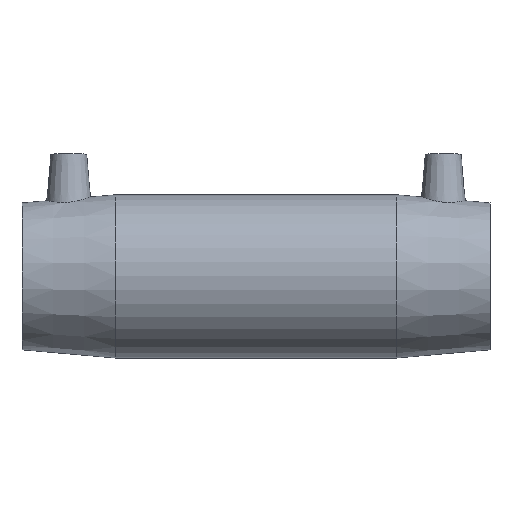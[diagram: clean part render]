
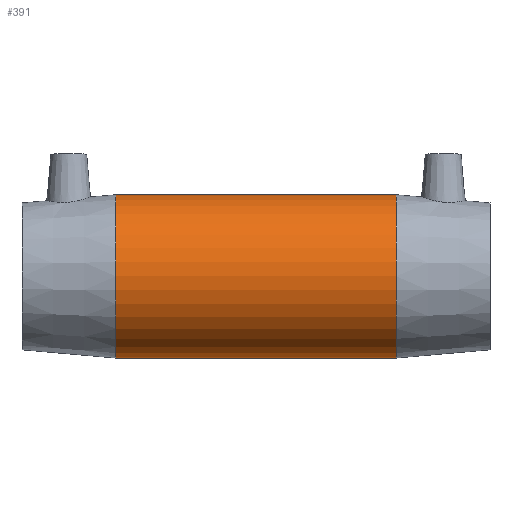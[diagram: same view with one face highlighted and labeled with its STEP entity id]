
A CAD part, top view. The second image highlights one B-rep face of the part: STEP entity #391.
In plain terms, the highlighted cylindrical face has radius 34 mm (diameter 68 mm), a full revolution.
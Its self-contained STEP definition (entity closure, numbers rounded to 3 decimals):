
#51=FACE_BOUND('',#172,.T.);
#52=FACE_BOUND('',#173,.T.);
#53=FACE_BOUND('',#174,.T.);
#87=CIRCLE('',#442,34.);
#88=CIRCLE('',#443,34.);
#121=FACE_OUTER_BOUND('',#171,.T.);
#171=EDGE_LOOP('',(#321));
#172=EDGE_LOOP('',(#322));
#173=EDGE_LOOP('',(#323));
#174=EDGE_LOOP('',(#324));
#211=B_SPLINE_CURVE_WITH_KNOTS('',3,(#684,#685,#686,#687,#688,#689,#690,
#691,#692,#693,#694,#695,#696,#697,#698,#699,#700,#701,#702,#703,#704,#705,
#706,#707,#708,#709,#710,#711,#712,#713,#714,#715,#716,#717,#718,#719,#720,
#721),.UNSPECIFIED.,.T.,.F.,(4,2,2,2,2,2,2,2,2,2,2,2,2,2,2,2,2,2,4),(0.,
0.476,0.952,1.427,1.903,2.378,
2.854,3.33,3.568,3.806,4.044,
4.282,4.758,5.233,5.709,6.184,
6.66,7.136,7.612),.UNSPECIFIED.);
#212=B_SPLINE_CURVE_WITH_KNOTS('',3,(#727,#728,#729,#730,#731,#732,#733,
#734,#735,#736,#737,#738,#739,#740,#741,#742,#743,#744,#745,#746,#747,#748,
#749,#750,#751,#752,#753,#754,#755,#756,#757,#758,#759,#760,#761,#762,#763,
#764,#765,#766,#767,#768),.UNSPECIFIED.,.T.,.F.,(4,2,2,2,2,2,2,2,2,2,2,
2,2,2,2,2,2,2,2,2,4),(0.,0.238,0.476,0.952,
1.427,1.903,2.378,2.854,3.33,
3.568,3.806,4.044,4.282,4.758,
5.233,5.709,6.184,6.66,7.136,
7.374,7.612),.UNSPECIFIED.);
#220=VERTEX_POINT('',#683);
#222=VERTEX_POINT('',#726);
#235=VERTEX_POINT('',#873);
#236=VERTEX_POINT('',#875);
#256=EDGE_CURVE('',#220,#220,#211,.T.);
#258=EDGE_CURVE('',#222,#222,#212,.T.);
#271=EDGE_CURVE('',#235,#235,#87,.T.);
#272=EDGE_CURVE('',#236,#236,#88,.T.);
#321=ORIENTED_EDGE('',*,*,#271,.F.);
#322=ORIENTED_EDGE('',*,*,#256,.T.);
#323=ORIENTED_EDGE('',*,*,#258,.T.);
#324=ORIENTED_EDGE('',*,*,#272,.T.);
#367=CYLINDRICAL_SURFACE('',#441,34.);
#391=ADVANCED_FACE('',(#121,#51,#52,#53),#367,.T.);
#441=AXIS2_PLACEMENT_3D('',#872,#539,#540);
#442=AXIS2_PLACEMENT_3D('',#874,#541,#542);
#443=AXIS2_PLACEMENT_3D('',#876,#543,#544);
#539=DIRECTION('center_axis',(1.,0.,0.));
#540=DIRECTION('ref_axis',(0.,1.,0.));
#541=DIRECTION('center_axis',(1.,0.,0.));
#542=DIRECTION('ref_axis',(0.,0.,-1.));
#543=DIRECTION('center_axis',(1.,0.,0.));
#544=DIRECTION('ref_axis',(0.,0.,-1.));
#683=CARTESIAN_POINT('',(-32.5,-12.446,-31.64));
#684=CARTESIAN_POINT('Ctrl Pts',(-32.5,-12.446,-31.64));
#685=CARTESIAN_POINT('Ctrl Pts',(-30.914,-12.446,-31.64));
#686=CARTESIAN_POINT('Ctrl Pts',(-29.233,-12.126,-31.771));
#687=CARTESIAN_POINT('Ctrl Pts',(-26.158,-10.846,-32.231));
#688=CARTESIAN_POINT('Ctrl Pts',(-24.763,-9.887,-32.551));
#689=CARTESIAN_POINT('Ctrl Pts',(-22.56,-7.683,-33.14));
#690=CARTESIAN_POINT('Ctrl Pts',(-21.6,-6.288,-33.45));
#691=CARTESIAN_POINT('Ctrl Pts',(-20.32,-3.212,-33.884));
#692=CARTESIAN_POINT('Ctrl Pts',(-20.,-1.531,-34.002));
#693=CARTESIAN_POINT('Ctrl Pts',(-20.,1.639,-33.997));
#694=CARTESIAN_POINT('Ctrl Pts',(-20.32,3.32,-33.873));
#695=CARTESIAN_POINT('Ctrl Pts',(-21.601,6.396,-33.429));
#696=CARTESIAN_POINT('Ctrl Pts',(-22.56,7.792,-33.115));
#697=CARTESIAN_POINT('Ctrl Pts',(-24.763,9.995,-32.518));
#698=CARTESIAN_POINT('Ctrl Pts',(-26.159,10.954,-32.194));
#699=CARTESIAN_POINT('Ctrl Pts',(-28.465,11.914,-31.846));
#700=CARTESIAN_POINT('Ctrl Pts',(-29.268,12.157,-31.753));
#701=CARTESIAN_POINT('Ctrl Pts',(-30.889,12.477,-31.628));
#702=CARTESIAN_POINT('Ctrl Pts',(-31.707,12.554,-31.598));
#703=CARTESIAN_POINT('Ctrl Pts',(-33.293,12.554,-31.598));
#704=CARTESIAN_POINT('Ctrl Pts',(-34.111,12.477,-31.628));
#705=CARTESIAN_POINT('Ctrl Pts',(-35.732,12.157,-31.753));
#706=CARTESIAN_POINT('Ctrl Pts',(-36.535,11.914,-31.846));
#707=CARTESIAN_POINT('Ctrl Pts',(-38.841,10.954,-32.194));
#708=CARTESIAN_POINT('Ctrl Pts',(-40.237,9.995,-32.518));
#709=CARTESIAN_POINT('Ctrl Pts',(-42.44,7.792,-33.115));
#710=CARTESIAN_POINT('Ctrl Pts',(-43.399,6.396,-33.429));
#711=CARTESIAN_POINT('Ctrl Pts',(-44.68,3.32,-33.873));
#712=CARTESIAN_POINT('Ctrl Pts',(-45.,1.639,-33.997));
#713=CARTESIAN_POINT('Ctrl Pts',(-45.,-1.531,-34.002));
#714=CARTESIAN_POINT('Ctrl Pts',(-44.68,-3.212,-33.884));
#715=CARTESIAN_POINT('Ctrl Pts',(-43.4,-6.288,-33.45));
#716=CARTESIAN_POINT('Ctrl Pts',(-42.44,-7.683,-33.14));
#717=CARTESIAN_POINT('Ctrl Pts',(-40.237,-9.887,-32.551));
#718=CARTESIAN_POINT('Ctrl Pts',(-38.842,-10.846,-32.231));
#719=CARTESIAN_POINT('Ctrl Pts',(-35.767,-12.126,-31.771));
#720=CARTESIAN_POINT('Ctrl Pts',(-34.086,-12.446,-31.64));
#721=CARTESIAN_POINT('Ctrl Pts',(-32.5,-12.446,-31.64));
#726=CARTESIAN_POINT('',(32.5,-12.5,-31.619));
#727=CARTESIAN_POINT('Ctrl Pts',(32.5,-12.5,-31.619));
#728=CARTESIAN_POINT('Ctrl Pts',(33.293,-12.5,-31.619));
#729=CARTESIAN_POINT('Ctrl Pts',(34.111,-12.423,-31.65));
#730=CARTESIAN_POINT('Ctrl Pts',(35.732,-12.103,-31.773));
#731=CARTESIAN_POINT('Ctrl Pts',(36.536,-11.86,-31.866));
#732=CARTESIAN_POINT('Ctrl Pts',(38.841,-10.9,-32.213));
#733=CARTESIAN_POINT('Ctrl Pts',(40.237,-9.941,-32.534));
#734=CARTESIAN_POINT('Ctrl Pts',(42.44,-7.738,-33.127));
#735=CARTESIAN_POINT('Ctrl Pts',(43.4,-6.342,-33.439));
#736=CARTESIAN_POINT('Ctrl Pts',(44.68,-3.266,-33.878));
#737=CARTESIAN_POINT('Ctrl Pts',(45.,-1.585,-34.));
#738=CARTESIAN_POINT('Ctrl Pts',(45.,1.585,-34.));
#739=CARTESIAN_POINT('Ctrl Pts',(44.68,3.266,-33.878));
#740=CARTESIAN_POINT('Ctrl Pts',(43.4,6.342,-33.439));
#741=CARTESIAN_POINT('Ctrl Pts',(42.44,7.738,-33.127));
#742=CARTESIAN_POINT('Ctrl Pts',(40.237,9.941,-32.534));
#743=CARTESIAN_POINT('Ctrl Pts',(38.841,10.9,-32.213));
#744=CARTESIAN_POINT('Ctrl Pts',(36.536,11.86,-31.866));
#745=CARTESIAN_POINT('Ctrl Pts',(35.732,12.103,-31.773));
#746=CARTESIAN_POINT('Ctrl Pts',(34.111,12.423,-31.65));
#747=CARTESIAN_POINT('Ctrl Pts',(33.293,12.5,-31.619));
#748=CARTESIAN_POINT('Ctrl Pts',(31.707,12.5,-31.619));
#749=CARTESIAN_POINT('Ctrl Pts',(30.889,12.423,-31.65));
#750=CARTESIAN_POINT('Ctrl Pts',(29.268,12.103,-31.773));
#751=CARTESIAN_POINT('Ctrl Pts',(28.464,11.86,-31.866));
#752=CARTESIAN_POINT('Ctrl Pts',(26.159,10.9,-32.213));
#753=CARTESIAN_POINT('Ctrl Pts',(24.763,9.941,-32.534));
#754=CARTESIAN_POINT('Ctrl Pts',(22.56,7.738,-33.127));
#755=CARTESIAN_POINT('Ctrl Pts',(21.6,6.342,-33.439));
#756=CARTESIAN_POINT('Ctrl Pts',(20.32,3.266,-33.878));
#757=CARTESIAN_POINT('Ctrl Pts',(20.,1.585,-34.));
#758=CARTESIAN_POINT('Ctrl Pts',(20.,-1.585,-34.));
#759=CARTESIAN_POINT('Ctrl Pts',(20.32,-3.266,-33.878));
#760=CARTESIAN_POINT('Ctrl Pts',(21.6,-6.342,-33.439));
#761=CARTESIAN_POINT('Ctrl Pts',(22.56,-7.738,-33.127));
#762=CARTESIAN_POINT('Ctrl Pts',(24.763,-9.941,-32.534));
#763=CARTESIAN_POINT('Ctrl Pts',(26.159,-10.9,-32.213));
#764=CARTESIAN_POINT('Ctrl Pts',(28.464,-11.86,-31.866));
#765=CARTESIAN_POINT('Ctrl Pts',(29.268,-12.103,-31.773));
#766=CARTESIAN_POINT('Ctrl Pts',(30.889,-12.423,-31.65));
#767=CARTESIAN_POINT('Ctrl Pts',(31.707,-12.5,-31.619));
#768=CARTESIAN_POINT('Ctrl Pts',(32.5,-12.5,-31.619));
#872=CARTESIAN_POINT('Origin',(0.,0.,0.));
#873=CARTESIAN_POINT('',(58.5,34.,0.));
#874=CARTESIAN_POINT('Origin',(58.5,0.,0.));
#875=CARTESIAN_POINT('',(-58.5,34.,0.));
#876=CARTESIAN_POINT('Origin',(-58.5,0.,0.));
